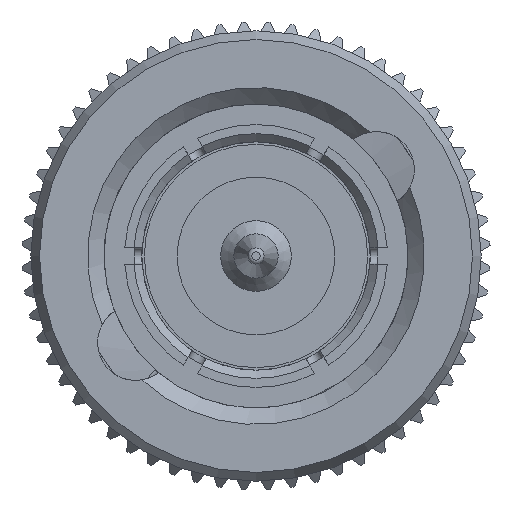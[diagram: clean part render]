
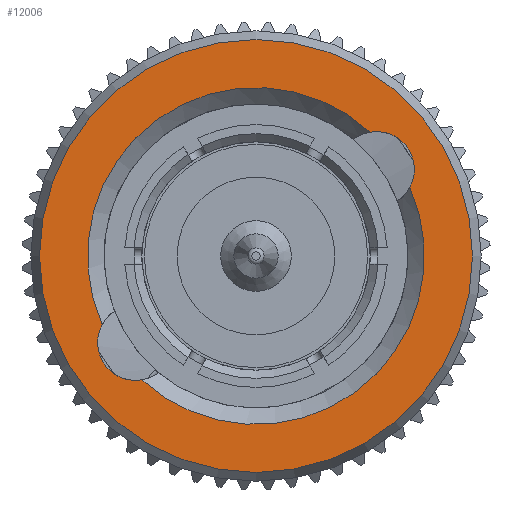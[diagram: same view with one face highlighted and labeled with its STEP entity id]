
A CAD part, left-side view. The second image highlights one B-rep face of the part: STEP entity #12006.
In plain terms, the highlighted planar face has unit normal (-1, 0, 0).
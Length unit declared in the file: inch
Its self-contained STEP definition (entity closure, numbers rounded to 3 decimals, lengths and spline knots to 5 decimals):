
#21 = VERTEX_POINT ( 'NONE', #3746 ) ;
#182 = AXIS2_PLACEMENT_3D ( 'NONE', #2549, #4592, #5655 ) ;
#221 = VERTEX_POINT ( 'NONE', #6101 ) ;
#418 = ORIENTED_EDGE ( 'NONE', *, *, #1570, .F. ) ;
#1120 = DIRECTION ( 'NONE',  ( 1., 0., 0. ) ) ;
#1447 = DIRECTION ( 'NONE',  ( 0., 0., 1. ) ) ;
#1570 = EDGE_CURVE ( 'NONE', #7545, #7545, #10116, .T. ) ;
#1598 = ORIENTED_EDGE ( 'NONE', *, *, #7116, .T. ) ;
#1865 = CIRCLE ( 'NONE', #182, 0.20494 ) ;
#1940 = CARTESIAN_POINT ( 'NONE',  ( 0.33873, 0.14666, -0.10533 ) ) ;
#2082 = AXIS2_PLACEMENT_3D ( 'NONE', #11496, #4379, #11676 ) ;
#2152 = CARTESIAN_POINT ( 'NONE',  ( 0.33873, 0., 0. ) ) ;
#2237 = DIRECTION ( 'NONE',  ( 0., 0., -1. ) ) ;
#2273 = AXIS2_PLACEMENT_3D ( 'NONE', #1940, #5076, #12240 ) ;
#2528 = ORIENTED_EDGE ( 'NONE', *, *, #8662, .T. ) ;
#2549 = CARTESIAN_POINT ( 'NONE',  ( 0.33873, 0., 0. ) ) ;
#3746 = CARTESIAN_POINT ( 'NONE',  ( 0.33873, 0.18721, -0.08339 ) ) ;
#4238 = CARTESIAN_POINT ( 'NONE',  ( 0.33873, 0., -0.26339 ) ) ;
#4359 = VERTEX_POINT ( 'NONE', #12736 ) ;
#4379 = DIRECTION ( 'NONE',  ( 1., 0., 0. ) ) ;
#4386 = CIRCLE ( 'NONE', #2082, 0.20494 ) ;
#4470 = DIRECTION ( 'NONE',  ( 1., 0., 0. ) ) ;
#4592 = DIRECTION ( 'NONE',  ( 1., 0., 0. ) ) ;
#4896 = EDGE_CURVE ( 'NONE', #4359, #221, #4386, .T. ) ;
#5076 = DIRECTION ( 'NONE',  ( 1., 0., 0. ) ) ;
#5217 = CARTESIAN_POINT ( 'NONE',  ( 0.33873, 0., -0.26339 ) ) ;
#5437 = PLANE ( 'NONE',  #10136 ) ;
#5655 = DIRECTION ( 'NONE',  ( 0., 0., 1. ) ) ;
#6101 = CARTESIAN_POINT ( 'NONE',  ( 0.33873, 0.13882, -0.15077 ) ) ;
#6106 = CIRCLE ( 'NONE', #9766, 0.04611 ) ;
#6597 = FACE_BOUND ( 'NONE', #7618, .T. ) ;
#7116 = EDGE_CURVE ( 'NONE', #21, #7148, #1865, .T. ) ;
#7148 = VERTEX_POINT ( 'NONE', #7771 ) ;
#7393 = EDGE_CURVE ( 'NONE', #221, #21, #12903, .T. ) ;
#7545 = VERTEX_POINT ( 'NONE', #5217 ) ;
#7562 = CARTESIAN_POINT ( 'NONE',  ( 0.33873, -0.14666, 0.10533 ) ) ;
#7618 = EDGE_LOOP ( 'NONE', ( #10853, #10419, #1598, #2528 ) ) ;
#7771 = CARTESIAN_POINT ( 'NONE',  ( 0.33873, -0.13882, 0.15077 ) ) ;
#8662 = EDGE_CURVE ( 'NONE', #7148, #4359, #6106, .T. ) ;
#9379 = DIRECTION ( 'NONE',  ( 0., 0., -1. ) ) ;
#9766 = AXIS2_PLACEMENT_3D ( 'NONE', #7562, #4470, #1447 ) ;
#10116 = CIRCLE ( 'NONE', #12499, 0.26339 ) ;
#10136 = AXIS2_PLACEMENT_3D ( 'NONE', #4238, #12437, #2237 ) ;
#10172 = FACE_OUTER_BOUND ( 'NONE', #11740, .T. ) ;
#10419 = ORIENTED_EDGE ( 'NONE', *, *, #7393, .T. ) ;
#10853 = ORIENTED_EDGE ( 'NONE', *, *, #4896, .T. ) ;
#11496 = CARTESIAN_POINT ( 'NONE',  ( 0.33873, 0., 0. ) ) ;
#11676 = DIRECTION ( 'NONE',  ( 0., 0., 1. ) ) ;
#11740 = EDGE_LOOP ( 'NONE', ( #418 ) ) ;
#12006 = ADVANCED_FACE ( 'NONE', ( #6597, #10172 ), #5437, .F. ) ;
#12240 = DIRECTION ( 'NONE',  ( 0., 0., 1. ) ) ;
#12437 = DIRECTION ( 'NONE',  ( 1., 0., 0. ) ) ;
#12499 = AXIS2_PLACEMENT_3D ( 'NONE', #2152, #1120, #9379 ) ;
#12736 = CARTESIAN_POINT ( 'NONE',  ( 0.33873, -0.18721, 0.08339 ) ) ;
#12903 = CIRCLE ( 'NONE', #2273, 0.04611 ) ;
